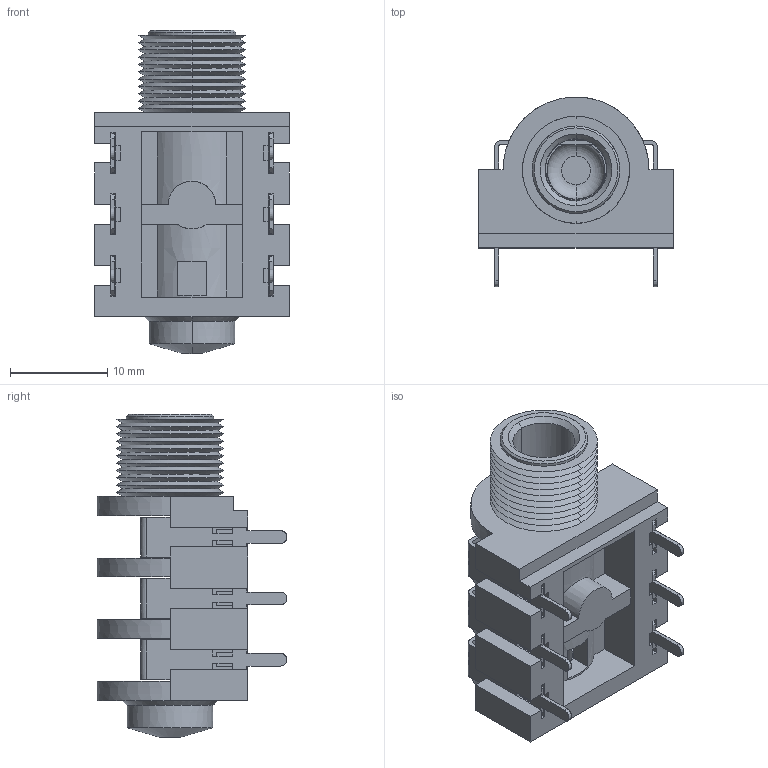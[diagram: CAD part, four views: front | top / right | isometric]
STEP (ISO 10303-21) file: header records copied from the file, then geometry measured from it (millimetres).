
FILE_DESCRIPTION(('HOOPS Exchange Step'),'2;1');
FILE_NAME('export-15686DB4-5C96-4EB3-9BE4-32BFD0ACA4CE.stp','2023-05-08T00:41:09-07:00',('Daxxn'),('Alibre'),'HOOPS Exchange 2022.0','Alibre','Unknown authorisation');
FILE_SCHEMA( ('AP242_MANAGED_MODEL_BASED_3D_ENGINEERING_MIM_LF {1 0 10303 442 1 1 4 }') );
Length unit declared in the file: inch
Products named in the file (1): CUI_DEVICES_SJ-63073E
Bounding box: 20 x 19.49 x 33.2 mm (x, y, z)
Volume: 3441.8 mm3; surface area: 4767.5 mm2
Topology: 1 solids, 1 shells, 424 faces, 1250 edges, 798 vertices
Faces by surface type: plane 312, bspline 110, torus 2
Entity records: 23099 total; most frequent: CARTESIAN_POINT 12449, ORIENTED_EDGE 2500, DIRECTION 1631, EDGE_CURVE 1250, VECTOR 991, LINE 991, VERTEX_POINT 798, EDGE_LOOP 444
